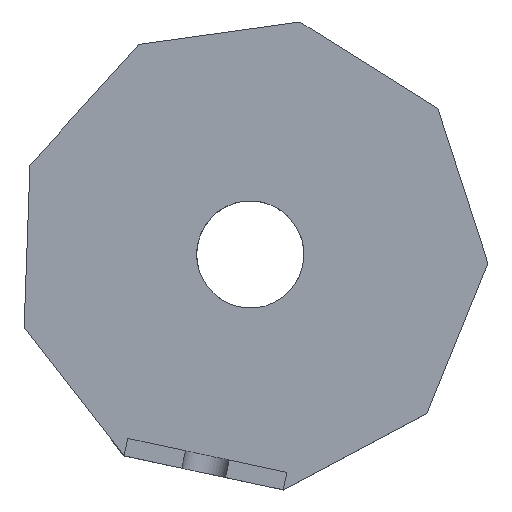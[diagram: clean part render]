
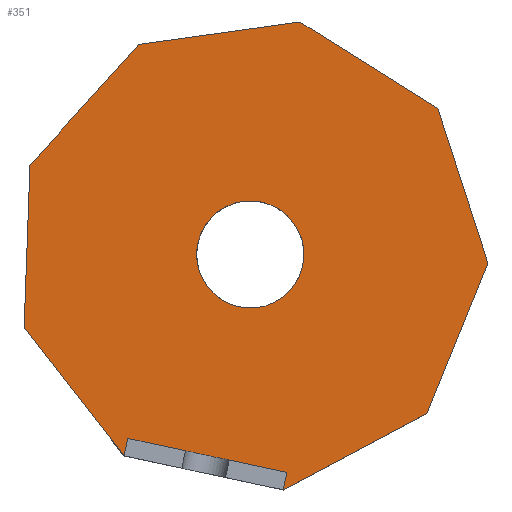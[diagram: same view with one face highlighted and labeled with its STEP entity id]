
A CAD part, top view. The second image highlights one B-rep face of the part: STEP entity #351.
In plain terms, the highlighted planar face has unit normal (0, 0, 1).
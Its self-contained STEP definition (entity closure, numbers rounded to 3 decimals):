
#16=FACE_BOUND('',#61,.T.);
#23=CIRCLE('',#386,60.);
#41=FACE_OUTER_BOUND('',#60,.T.);
#60=EDGE_LOOP('',(#306,#307,#308,#309,#310,#311,#312,#313,#314,#315,#316));
#61=EDGE_LOOP('',(#317));
#68=LINE('',#494,#110);
#77=LINE('',#516,#119);
#79=LINE('',#520,#121);
#80=LINE('',#524,#122);
#84=LINE('',#532,#126);
#87=LINE('',#538,#129);
#90=LINE('',#544,#132);
#93=LINE('',#549,#135);
#95=LINE('',#553,#137);
#98=LINE('',#559,#140);
#101=LINE('',#564,#143);
#110=VECTOR('',#401,10.);
#119=VECTOR('',#420,10.);
#121=VECTOR('',#426,10.);
#122=VECTOR('',#429,10.);
#126=VECTOR('',#435,10.);
#129=VECTOR('',#440,10.);
#132=VECTOR('',#445,10.);
#135=VECTOR('',#450,10.);
#137=VECTOR('',#454,10.);
#140=VECTOR('',#459,10.);
#143=VECTOR('',#464,10.);
#150=VERTEX_POINT('',#490);
#151=VERTEX_POINT('',#492);
#153=VERTEX_POINT('',#497);
#159=VERTEX_POINT('',#514);
#160=VERTEX_POINT('',#522);
#161=VERTEX_POINT('',#523);
#164=VERTEX_POINT('',#531);
#166=VERTEX_POINT('',#537);
#168=VERTEX_POINT('',#543);
#170=VERTEX_POINT('',#552);
#172=VERTEX_POINT('',#558);
#176=VERTEX_POINT('',#571);
#183=EDGE_CURVE('',#150,#151,#68,.T.);
#194=EDGE_CURVE('',#151,#159,#77,.T.);
#196=EDGE_CURVE('',#153,#159,#79,.T.);
#197=EDGE_CURVE('',#160,#161,#80,.T.);
#201=EDGE_CURVE('',#164,#160,#84,.T.);
#204=EDGE_CURVE('',#161,#166,#87,.T.);
#207=EDGE_CURVE('',#166,#168,#90,.T.);
#210=EDGE_CURVE('',#168,#153,#93,.T.);
#212=EDGE_CURVE('',#150,#170,#95,.T.);
#215=EDGE_CURVE('',#170,#172,#98,.T.);
#218=EDGE_CURVE('',#172,#164,#101,.T.);
#223=EDGE_CURVE('',#176,#176,#23,.T.);
#306=ORIENTED_EDGE('',*,*,#194,.T.);
#307=ORIENTED_EDGE('',*,*,#196,.F.);
#308=ORIENTED_EDGE('',*,*,#210,.F.);
#309=ORIENTED_EDGE('',*,*,#207,.F.);
#310=ORIENTED_EDGE('',*,*,#204,.F.);
#311=ORIENTED_EDGE('',*,*,#197,.F.);
#312=ORIENTED_EDGE('',*,*,#201,.F.);
#313=ORIENTED_EDGE('',*,*,#218,.F.);
#314=ORIENTED_EDGE('',*,*,#215,.F.);
#315=ORIENTED_EDGE('',*,*,#212,.F.);
#316=ORIENTED_EDGE('',*,*,#183,.T.);
#317=ORIENTED_EDGE('',*,*,#223,.F.);
#333=PLANE('',#388);
#351=ADVANCED_FACE('',(#41,#16),#333,.T.);
#386=AXIS2_PLACEMENT_3D('',#573,#473,#474);
#388=AXIS2_PLACEMENT_3D('',#575,#477,#478);
#401=DIRECTION('',(0.209,0.978,0.));
#420=DIRECTION('',(0.978,-0.209,0.));
#426=DIRECTION('',(0.209,0.978,0.));
#429=DIRECTION('',(0.848,-0.531,0.));
#435=DIRECTION('',(0.99,0.138,0.));
#440=DIRECTION('',(0.308,-0.951,0.));
#445=DIRECTION('',(-0.376,-0.927,0.));
#450=DIRECTION('',(-0.883,-0.469,0.));
#454=DIRECTION('',(-0.615,0.789,0.));
#459=DIRECTION('',(0.036,0.999,0.));
#464=DIRECTION('',(0.67,0.742,0.));
#473=DIRECTION('center_axis',(0.,0.,
1.));
#474=DIRECTION('ref_axis',(-0.913,0.409,0.));
#477=DIRECTION('center_axis',(0.,0.,
1.));
#478=DIRECTION('ref_axis',(-0.913,0.409,0.));
#490=CARTESIAN_POINT('',(-141.206,-225.478,-60.));
#492=CARTESIAN_POINT('',(-137.029,-205.919,-60.));
#494=CARTESIAN_POINT('',(-115.096,-103.236,-60.));
#497=CARTESIAN_POINT('',(36.764,-263.492,-60.));
#514=CARTESIAN_POINT('',(40.942,-243.933,-60.));
#516=CARTESIAN_POINT('',(-70.29,-220.175,-60.));
#520=CARTESIAN_POINT('',(62.875,-141.249,-60.));
#522=CARTESIAN_POINT('',(55.572,260.176,-60.));
#523=CARTESIAN_POINT('',(209.809,163.585,-60.));
#524=CARTESIAN_POINT('',(55.572,260.176,-60.));
#531=CARTESIAN_POINT('',(-124.667,235.027,-60.));
#532=CARTESIAN_POINT('',(-124.667,235.027,-60.));
#537=CARTESIAN_POINT('',(265.873,-9.549,-60.));
#538=CARTESIAN_POINT('',(209.809,163.585,-60.));
#543=CARTESIAN_POINT('',(197.532,-178.215,-60.));
#544=CARTESIAN_POINT('',(265.873,-9.549,-60.));
#549=CARTESIAN_POINT('',(197.532,-178.215,-60.));
#552=CARTESIAN_POINT('',(-253.105,-81.961,-60.));
#553=CARTESIAN_POINT('',(-141.206,-225.478,-60.));
#558=CARTESIAN_POINT('',(-246.573,99.907,-60.));
#559=CARTESIAN_POINT('',(-253.105,-81.961,-60.));
#564=CARTESIAN_POINT('',(-246.573,99.907,-60.));
#571=CARTESIAN_POINT('',(54.764,-24.513,-60.));
#573=CARTESIAN_POINT('Origin',(0.,0.,
-60.));
#575=CARTESIAN_POINT('Origin',(0.,0.,
-60.));
